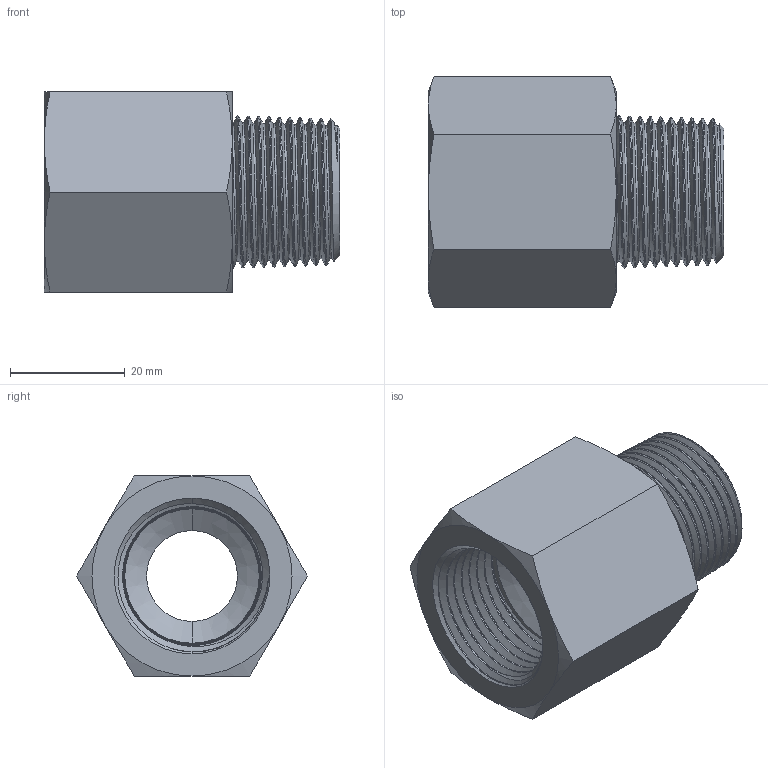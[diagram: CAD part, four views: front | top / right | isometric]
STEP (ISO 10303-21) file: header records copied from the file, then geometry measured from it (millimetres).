
FILE_DESCRIPTION (( 'STEP AP214' ), '1' );
FILE_NAME ('.750 NPT female x BSPT male.STEP', '2017-11-21T20:44:39', ( 'default' ), ( '' ), 'SwSTEP 2.0', 'SolidWorks 2017', '' );
FILE_SCHEMA (( 'AUTOMOTIVE_DESIGN' ));
Length unit declared in the file: inch
Products named in the file (1): .750 NPT female x BSPT male
Bounding box: 51.62 x 40.33 x 34.92 mm (x, y, z)
Volume: 28954.6 mm3; surface area: 11628.9 mm2
Topology: 1 solids, 1 shells, 58 faces, 148 edges, 94 vertices
Faces by surface type: cone 36, plane 10, bspline 10, cylinder 2
Entity records: 30809 total; most frequent: CARTESIAN_POINT 29556, ORIENTED_EDGE 296, DIRECTION 179, EDGE_CURVE 148, VERTEX_POINT 94, B_SPLINE_CURVE_WITH_KNOTS 92, AXIS2_PLACEMENT_3D 74, EDGE_LOOP 62
